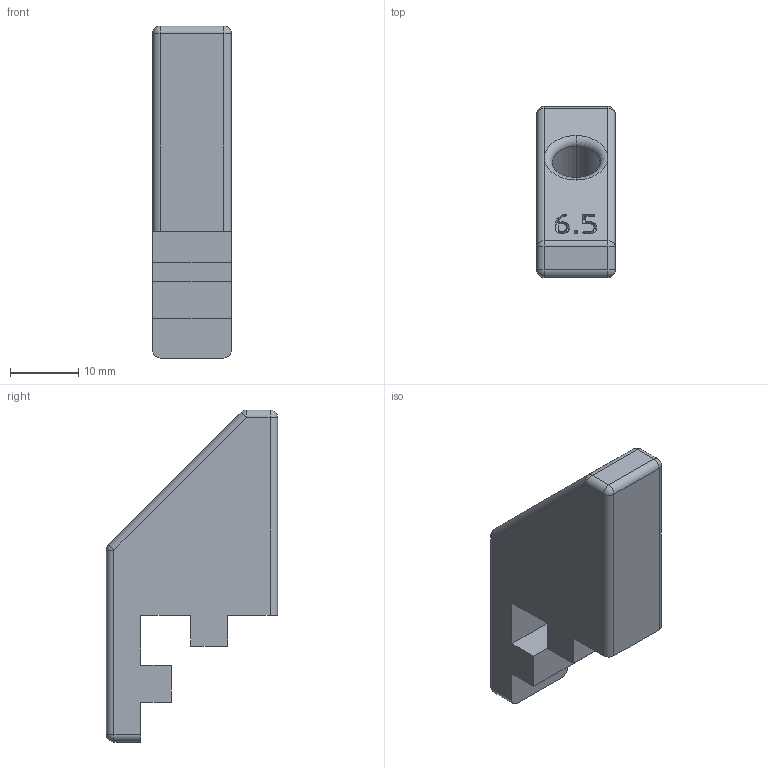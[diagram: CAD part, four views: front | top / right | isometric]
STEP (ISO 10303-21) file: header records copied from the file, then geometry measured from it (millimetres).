
FILE_DESCRIPTION (( 'STEP AP203' ), '1' );
FILE_NAME ('ô6.5.STEP', '2025-11-08T12:34:23', ( '' ), ( '' ), 'SwSTEP 2.0', 'SolidWorks 2025', '' );
FILE_SCHEMA (( 'CONFIG_CONTROL_DESIGN' ));
Length unit declared in the file: millimetre
Products named in the file (1): ф6.5
Bounding box: 11.5 x 25 x 48.5 mm (x, y, z)
Volume: 7494.2 mm3; surface area: 3283.7 mm2
Topology: 1 solids, 1 shells, 93 faces, 240 edges, 146 vertices
Faces by surface type: plane 40, bspline 27, cylinder 16, sphere 8, torus 2
Entity records: 3917 total; most frequent: CARTESIAN_POINT 1787, ORIENTED_EDGE 464, DIRECTION 348, EDGE_CURVE 232, VERTEX_POINT 146, LINE 142, VECTOR 142, AXIS2_PLACEMENT_3D 103
